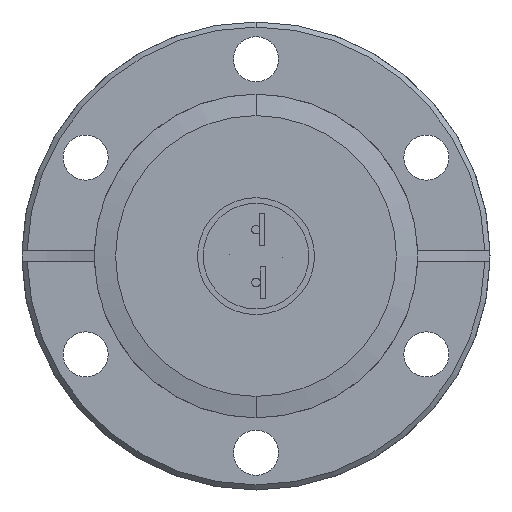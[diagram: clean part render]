
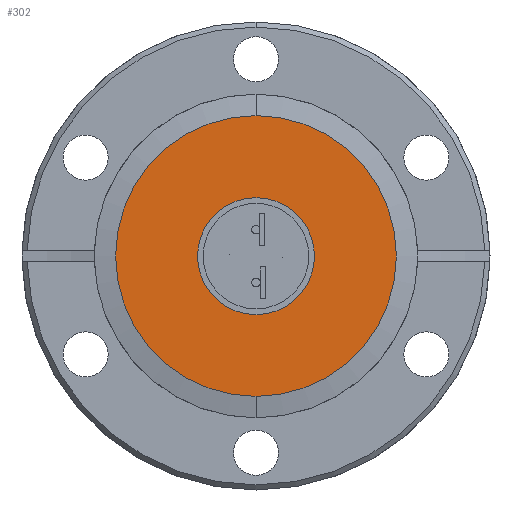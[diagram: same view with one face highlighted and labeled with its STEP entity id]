
A CAD part, front view. The second image highlights one B-rep face of the part: STEP entity #302.
In plain terms, the highlighted planar face has unit normal (0, -1, 0).
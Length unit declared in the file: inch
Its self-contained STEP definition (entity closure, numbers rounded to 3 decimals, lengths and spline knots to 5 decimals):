
#2 = DIRECTION ( 'NONE',  ( 0., 0., 1. ) ) ;
#3 = DIRECTION ( 'NONE',  ( 0., 1., 0. ) ) ;
#9 = CARTESIAN_POINT ( 'NONE',  ( 0., 0.72412, 0. ) ) ;
#244 = DIRECTION ( 'NONE',  ( 0., 0., -1. ) ) ;
#257 = DIRECTION ( 'NONE',  ( 0., -1., 0. ) ) ;
#269 = CARTESIAN_POINT ( 'NONE',  ( 0., 0.72412, -0.00065 ) ) ;
#302 = ADVANCED_FACE ( 'NONE', ( #2058, #2045 ), #2043, .T. ) ;
#596 = AXIS2_PLACEMENT_3D ( 'NONE', #9, #257, #244 ) ;
#599 = CIRCLE ( 'NONE', #596, 0.825 ) ;
#600 = AXIS2_PLACEMENT_3D ( 'NONE', #269, #3, #2 ) ;
#603 = CIRCLE ( 'NONE', #600, 0.3435 ) ;
#1027 = AXIS2_PLACEMENT_3D ( 'NONE', #1896, #1895, #1894 ) ;
#1034 = CIRCLE ( 'NONE', #1027, 0.3435 ) ;
#1039 = AXIS2_PLACEMENT_3D ( 'NONE', #1399, #1397, #1390 ) ;
#1044 = CIRCLE ( 'NONE', #1039, 0.825 ) ;
#1305 = AXIS2_PLACEMENT_3D ( 'NONE', #2064, #2041, #2039 ) ;
#1390 = DIRECTION ( 'NONE',  ( 0., 0., -1. ) ) ;
#1397 = DIRECTION ( 'NONE',  ( 0., -1., 0. ) ) ;
#1399 = CARTESIAN_POINT ( 'NONE',  ( 0., 0.72412, 0. ) ) ;
#1894 = DIRECTION ( 'NONE',  ( 0., 0., 1. ) ) ;
#1895 = DIRECTION ( 'NONE',  ( 0., 1., 0. ) ) ;
#1896 = CARTESIAN_POINT ( 'NONE',  ( 0., 0.72412, -0.00065 ) ) ;
#2039 = DIRECTION ( 'NONE',  ( 0., 0., -1. ) ) ;
#2041 = DIRECTION ( 'NONE',  ( 0., -1., 0. ) ) ;
#2043 = PLANE ( 'NONE',  #1305 ) ;
#2045 = FACE_OUTER_BOUND ( 'NONE', #2080, .T. ) ;
#2058 = FACE_BOUND ( 'NONE', #2088, .T. ) ;
#2064 = CARTESIAN_POINT ( 'NONE',  ( 0.825, 0.72412, 0. ) ) ;
#2080 = EDGE_LOOP ( 'NONE', ( #2653, #2655 ) ) ;
#2088 = EDGE_LOOP ( 'NONE', ( #2649, #2651 ) ) ;
#2649 = ORIENTED_EDGE ( 'NONE', *, *, #5373, .T. ) ;
#2651 = ORIENTED_EDGE ( 'NONE', *, *, #5071, .T. ) ;
#2653 = ORIENTED_EDGE ( 'NONE', *, *, #5375, .T. ) ;
#2655 = ORIENTED_EDGE ( 'NONE', *, *, #5063, .T. ) ;
#3158 = VERTEX_POINT ( 'NONE', #4217 ) ;
#3159 = VERTEX_POINT ( 'NONE', #4220 ) ;
#3168 = VERTEX_POINT ( 'NONE', #4215 ) ;
#3170 = VERTEX_POINT ( 'NONE', #4210 ) ;
#4210 = CARTESIAN_POINT ( 'NONE',  ( 0., 0.72412, 0.34285 ) ) ;
#4215 = CARTESIAN_POINT ( 'NONE',  ( 0., 0.72412, -0.34415 ) ) ;
#4217 = CARTESIAN_POINT ( 'NONE',  ( 0., 0.72412, 0.825 ) ) ;
#4220 = CARTESIAN_POINT ( 'NONE',  ( 0., 0.72412, -0.825 ) ) ;
#5063 = EDGE_CURVE ( 'NONE', #3158, #3159, #1044, .T. ) ;
#5071 = EDGE_CURVE ( 'NONE', #3168, #3170, #1034, .T. ) ;
#5373 = EDGE_CURVE ( 'NONE', #3170, #3168, #603, .T. ) ;
#5375 = EDGE_CURVE ( 'NONE', #3159, #3158, #599, .T. ) ;
